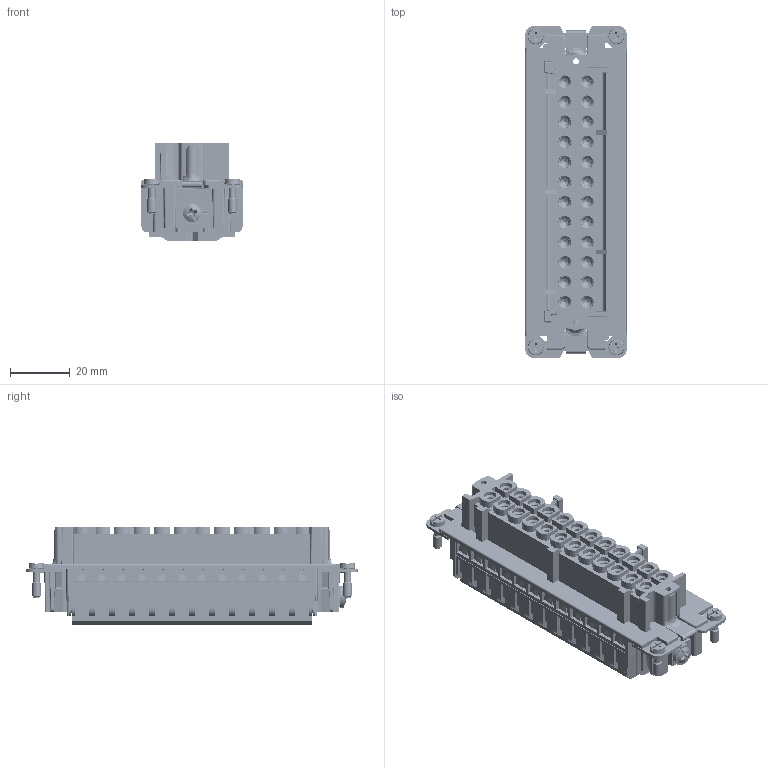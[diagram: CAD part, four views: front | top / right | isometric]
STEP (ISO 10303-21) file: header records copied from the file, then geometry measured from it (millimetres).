
FILE_DESCRIPTION(('CATIA V5 STEP Exchange','CAx-IF Rec.Pracs.--- Model Styling and Organization---1.5--- 2016-08-15','CAx-IF Rec.Pracs.---Supplemental Geometry---1.0---2011-11-01','CAx-IF Rec.Pracs.--- Composite Materials ---1.1---2010-07-15'),'2;1');
FILE_NAME ('D1455313_1', '2025-08-21T12:19:32+00:00', ('none'), ('Weidmueller'), 'CATIA Version 5-6 Release 2024 SP4', 'CATIA V5 STEP AP214 v3', 'none');
FILE_SCHEMA(('AUTOMOTIVE_DESIGN { 1 0 10303 214 1 1 1 1 }'));
Products named in the file (1): 1745810000
Bounding box: 34 x 111 x 33 mm (x, y, z)
Volume: 49926.1 mm3; surface area: 80035.6 mm2
Topology: 1 solids, 1 shells, 8459 faces, 26801 edges, 17877 vertices
Faces by surface type: plane 6025, cylinder 1649, cone 589, torus 100, sphere 44, bspline 34, extrusion 10, revolution 8
Entity records: 281796 total; most frequent: CARTESIAN_POINT 60287, ORIENTED_EDGE 53400, DIRECTION 35123, EDGE_CURVE 26700, VECTOR 21411, LINE 21401, VERTEX_POINT 17877, EDGE_LOOP 9015
